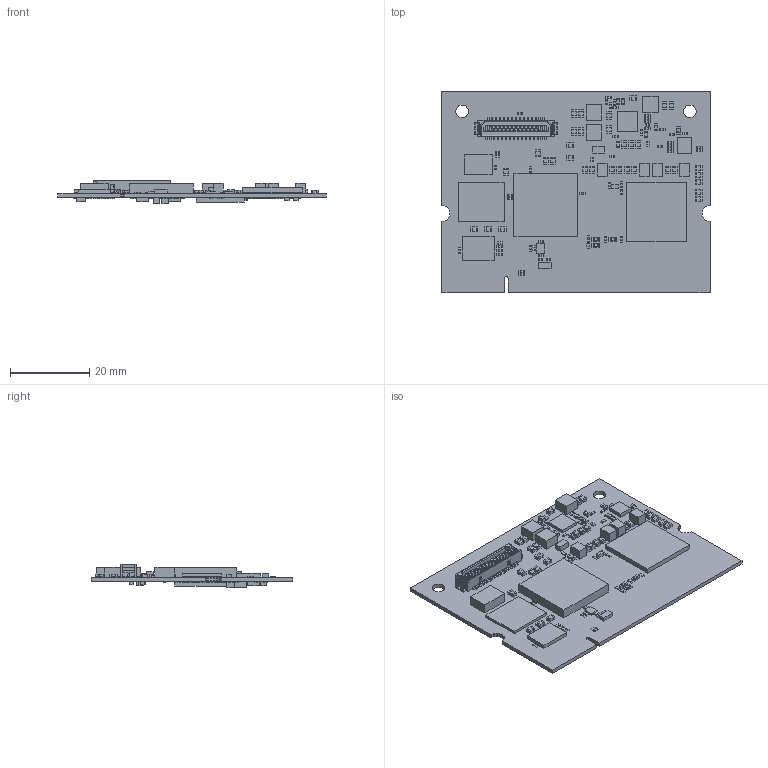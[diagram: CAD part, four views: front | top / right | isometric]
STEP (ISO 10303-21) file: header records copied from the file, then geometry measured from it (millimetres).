
FILE_DESCRIPTION(('Open CASCADE Model'),'2;1');
FILE_NAME('Open CASCADE Shape Model','2012-03-16T09:02:30',('Author'),( 'Open CASCADE'),'Open CASCADE STEP processor 6.2','Open CASCADE 6.2' ,'Unknown');
FILE_SCHEMA(('AUTOMOTIVE_DESIGN { 1 0 10303 214 1 1 1 1 }'));
Length unit declared in the file: millimetre
Products named in the file (364): PCB; Board; C128; 566828320; Extruded; 566828704; R74; 566827424; 566827552; 566827680; R81; 411808784; 413805136; 566827296; C167; 566827808; 566827936; R79; R78; R77; R19; R18; R63; C164; 566828064; 566828448; U7; 411611344; R43; R40; R33; R32; R22; R21; R20; 566826528; 399588352; 566826656; R76; R75 ...
Assembly tree (1025 placements, depth 4):
  PCB
    Board
    C128
      566828320  x2
        Extruded
      566828704
        Extruded
    R74
      566827424
        Extruded
      566827552
        Extruded
      566827680
        Extruded
    R81
      411808784
        Extruded
      413805136
        Extruded
      566827296
        Extruded
    C167
      566827808  x2
        Extruded
      566827936
        Extruded
    R79
      566827424
        Extruded
      566827552
        Extruded
      566827680
        Extruded
    R78
      411808784
        Extruded
      413805136
        Extruded
      566827296
        Extruded
    R77
      566827424
        Extruded
      566827552
        Extruded
      566827680
        Extruded
    R19
      566827424
        Extruded
      566827552
        Extruded
      566827680
        Extruded
    R18
      566827424
        Extruded
      566827552
        Extruded
      566827680
Bounding box: 67.6 x 50.8 x 5.92 mm (x, y, z)
Volume: 5353.1 mm3; surface area: 11686 mm2
Topology: 717 solids, 717 shells, 6127 faces, 13816 edges, 9146 vertices
Faces by surface type: plane 5788, cylinder 321, bspline 8, torus 6, cone 4
Full cylindrical faces by diameter (mm): 1.3 x2, 3.175 x2
Entity records: 116550 total; most frequent: CARTESIAN_POINT 32692, DIRECTION 14920, LINE 8350, VECTOR 8350, ORIENTED_EDGE 7444, PCURVE 7444, DEFINITIONAL_REPRESENTATION 7444, EDGE_CURVE 3722
